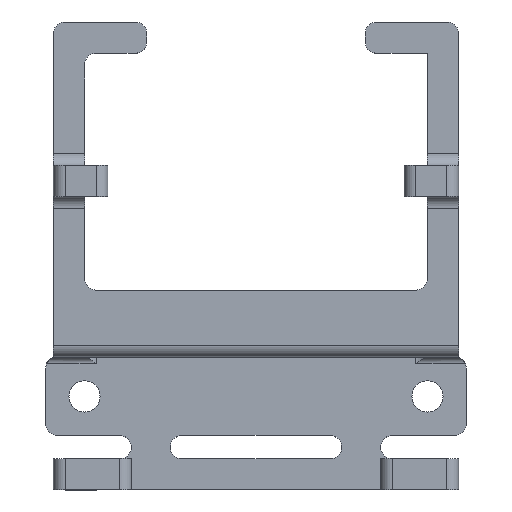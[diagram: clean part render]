
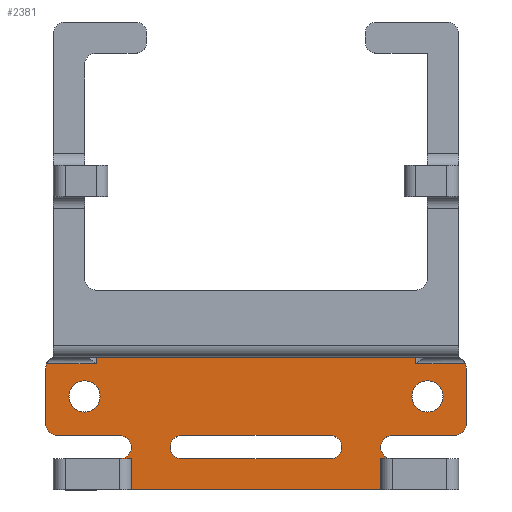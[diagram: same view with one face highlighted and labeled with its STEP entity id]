
A CAD part, top view. The second image highlights one B-rep face of the part: STEP entity #2381.
In plain terms, the highlighted planar face has unit normal (0, 0, 1).
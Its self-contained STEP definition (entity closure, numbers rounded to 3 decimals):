
#234=FACE_BOUND('',#429,.T.);
#235=FACE_BOUND('',#430,.T.);
#236=FACE_BOUND('',#431,.T.);
#254=PLANE('',#2544);
#315=FACE_OUTER_BOUND('',#428,.T.);
#428=EDGE_LOOP('',(#1725,#1726,#1727,#1728,#1729,#1730,#1731,#1732,#1733,
#1734,#1735,#1736,#1737,#1738,#1739,#1740,#1741,#1742,#1743,#1744,#1745,
#1746,#1747,#1748,#1749,#1750));
#429=EDGE_LOOP('',(#1751,#1752,#1753,#1754));
#430=EDGE_LOOP('',(#1755));
#431=EDGE_LOOP('',(#1756));
#543=LINE('',#3426,#764);
#557=LINE('',#3479,#778);
#577=LINE('',#3569,#798);
#578=LINE('',#3572,#799);
#579=LINE('',#3574,#800);
#580=LINE('',#3578,#801);
#581=LINE('',#3580,#802);
#582=LINE('',#3582,#803);
#583=LINE('',#3585,#804);
#584=LINE('',#3587,#805);
#585=LINE('',#3589,#806);
#586=LINE('',#3593,#807);
#587=LINE('',#3597,#808);
#588=LINE('',#3601,#809);
#589=LINE('',#3602,#810);
#590=LINE('',#3603,#811);
#591=LINE('',#3607,#812);
#592=LINE('',#3611,#813);
#593=LINE('',#3615,#814);
#594=LINE('',#3619,#815);
#764=VECTOR('',#2750,10.);
#778=VECTOR('',#2794,10.);
#798=VECTOR('',#2850,10.);
#799=VECTOR('',#2853,10.);
#800=VECTOR('',#2854,10.);
#801=VECTOR('',#2857,10.);
#802=VECTOR('',#2858,10.);
#803=VECTOR('',#2859,10.);
#804=VECTOR('',#2862,10.);
#805=VECTOR('',#2863,10.);
#806=VECTOR('',#2864,10.);
#807=VECTOR('',#2867,10.);
#808=VECTOR('',#2870,10.);
#809=VECTOR('',#2873,10.);
#810=VECTOR('',#2874,10.);
#811=VECTOR('',#2875,10.);
#812=VECTOR('',#2878,10.);
#813=VECTOR('',#2881,10.);
#814=VECTOR('',#2884,10.);
#815=VECTOR('',#2887,10.);
#1003=CIRCLE('',#2545,0.75);
#1004=CIRCLE('',#2546,0.75);
#1005=CIRCLE('',#2547,0.75);
#1006=CIRCLE('',#2548,0.75);
#1007=CIRCLE('',#2549,0.75);
#1008=CIRCLE('',#2550,0.75);
#1009=CIRCLE('',#2551,0.75);
#1010=CIRCLE('',#2552,0.75);
#1011=CIRCLE('',#2553,0.75);
#1012=CIRCLE('',#2554,0.75);
#1013=CIRCLE('',#2555,1.);
#1014=CIRCLE('',#2556,1.);
#1093=VERTEX_POINT('',#3423);
#1094=VERTEX_POINT('',#3425);
#1117=VERTEX_POINT('',#3476);
#1118=VERTEX_POINT('',#3478);
#1132=VERTEX_POINT('',#3510);
#1145=VERTEX_POINT('',#3542);
#1148=VERTEX_POINT('',#3558);
#1149=VERTEX_POINT('',#3571);
#1150=VERTEX_POINT('',#3573);
#1151=VERTEX_POINT('',#3575);
#1152=VERTEX_POINT('',#3577);
#1153=VERTEX_POINT('',#3579);
#1154=VERTEX_POINT('',#3581);
#1155=VERTEX_POINT('',#3583);
#1156=VERTEX_POINT('',#3586);
#1157=VERTEX_POINT('',#3588);
#1158=VERTEX_POINT('',#3590);
#1159=VERTEX_POINT('',#3592);
#1160=VERTEX_POINT('',#3594);
#1161=VERTEX_POINT('',#3596);
#1162=VERTEX_POINT('',#3598);
#1163=VERTEX_POINT('',#3600);
#1164=VERTEX_POINT('',#3604);
#1165=VERTEX_POINT('',#3606);
#1166=VERTEX_POINT('',#3608);
#1167=VERTEX_POINT('',#3610);
#1168=VERTEX_POINT('',#3613);
#1169=VERTEX_POINT('',#3614);
#1170=VERTEX_POINT('',#3616);
#1171=VERTEX_POINT('',#3618);
#1172=VERTEX_POINT('',#3621);
#1173=VERTEX_POINT('',#3623);
#1317=EDGE_CURVE('',#1094,#1093,#543,.T.);
#1343=EDGE_CURVE('',#1118,#1117,#557,.T.);
#1378=EDGE_CURVE('',#1148,#1145,#577,.T.);
#1379=EDGE_CURVE('',#1149,#1148,#578,.T.);
#1380=EDGE_CURVE('',#1149,#1150,#579,.T.);
#1381=EDGE_CURVE('',#1151,#1150,#1003,.T.);
#1382=EDGE_CURVE('',#1151,#1152,#580,.T.);
#1383=EDGE_CURVE('',#1152,#1153,#581,.T.);
#1384=EDGE_CURVE('',#1153,#1154,#582,.T.);
#1385=EDGE_CURVE('',#1155,#1154,#1004,.T.);
#1386=EDGE_CURVE('',#1155,#1132,#583,.T.);
#1387=EDGE_CURVE('',#1156,#1132,#584,.T.);
#1388=EDGE_CURVE('',#1157,#1156,#585,.T.);
#1389=EDGE_CURVE('',#1158,#1157,#1005,.T.);
#1390=EDGE_CURVE('',#1158,#1159,#586,.T.);
#1391=EDGE_CURVE('',#1160,#1159,#1006,.T.);
#1392=EDGE_CURVE('',#1160,#1161,#587,.T.);
#1393=EDGE_CURVE('',#1162,#1161,#1007,.T.);
#1394=EDGE_CURVE('',#1162,#1163,#588,.T.);
#1395=EDGE_CURVE('',#1118,#1163,#589,.T.);
#1396=EDGE_CURVE('',#1094,#1117,#590,.T.);
#1397=EDGE_CURVE('',#1164,#1093,#1008,.T.);
#1398=EDGE_CURVE('',#1164,#1165,#591,.T.);
#1399=EDGE_CURVE('',#1166,#1165,#1009,.T.);
#1400=EDGE_CURVE('',#1166,#1167,#592,.T.);
#1401=EDGE_CURVE('',#1145,#1167,#1010,.T.);
#1402=EDGE_CURVE('',#1168,#1169,#593,.T.);
#1403=EDGE_CURVE('',#1170,#1169,#1011,.T.);
#1404=EDGE_CURVE('',#1170,#1171,#594,.T.);
#1405=EDGE_CURVE('',#1168,#1171,#1012,.T.);
#1406=EDGE_CURVE('',#1172,#1172,#1013,.T.);
#1407=EDGE_CURVE('',#1173,#1173,#1014,.T.);
#1725=ORIENTED_EDGE('',*,*,#1378,.F.);
#1726=ORIENTED_EDGE('',*,*,#1379,.F.);
#1727=ORIENTED_EDGE('',*,*,#1380,.T.);
#1728=ORIENTED_EDGE('',*,*,#1381,.F.);
#1729=ORIENTED_EDGE('',*,*,#1382,.T.);
#1730=ORIENTED_EDGE('',*,*,#1383,.T.);
#1731=ORIENTED_EDGE('',*,*,#1384,.T.);
#1732=ORIENTED_EDGE('',*,*,#1385,.F.);
#1733=ORIENTED_EDGE('',*,*,#1386,.T.);
#1734=ORIENTED_EDGE('',*,*,#1387,.F.);
#1735=ORIENTED_EDGE('',*,*,#1388,.F.);
#1736=ORIENTED_EDGE('',*,*,#1389,.F.);
#1737=ORIENTED_EDGE('',*,*,#1390,.T.);
#1738=ORIENTED_EDGE('',*,*,#1391,.F.);
#1739=ORIENTED_EDGE('',*,*,#1392,.T.);
#1740=ORIENTED_EDGE('',*,*,#1393,.F.);
#1741=ORIENTED_EDGE('',*,*,#1394,.T.);
#1742=ORIENTED_EDGE('',*,*,#1395,.F.);
#1743=ORIENTED_EDGE('',*,*,#1343,.T.);
#1744=ORIENTED_EDGE('',*,*,#1396,.F.);
#1745=ORIENTED_EDGE('',*,*,#1317,.T.);
#1746=ORIENTED_EDGE('',*,*,#1397,.F.);
#1747=ORIENTED_EDGE('',*,*,#1398,.T.);
#1748=ORIENTED_EDGE('',*,*,#1399,.F.);
#1749=ORIENTED_EDGE('',*,*,#1400,.T.);
#1750=ORIENTED_EDGE('',*,*,#1401,.F.);
#1751=ORIENTED_EDGE('',*,*,#1402,.T.);
#1752=ORIENTED_EDGE('',*,*,#1403,.F.);
#1753=ORIENTED_EDGE('',*,*,#1404,.T.);
#1754=ORIENTED_EDGE('',*,*,#1405,.F.);
#1755=ORIENTED_EDGE('',*,*,#1406,.T.);
#1756=ORIENTED_EDGE('',*,*,#1407,.T.);
#2381=ADVANCED_FACE('',(#315,#234,#235,#236),#254,.T.);
#2544=AXIS2_PLACEMENT_3D('',#3570,#2851,#2852);
#2545=AXIS2_PLACEMENT_3D('',#3576,#2855,#2856);
#2546=AXIS2_PLACEMENT_3D('',#3584,#2860,#2861);
#2547=AXIS2_PLACEMENT_3D('',#3591,#2865,#2866);
#2548=AXIS2_PLACEMENT_3D('',#3595,#2868,#2869);
#2549=AXIS2_PLACEMENT_3D('',#3599,#2871,#2872);
#2550=AXIS2_PLACEMENT_3D('',#3605,#2876,#2877);
#2551=AXIS2_PLACEMENT_3D('',#3609,#2879,#2880);
#2552=AXIS2_PLACEMENT_3D('',#3612,#2882,#2883);
#2553=AXIS2_PLACEMENT_3D('',#3617,#2885,#2886);
#2554=AXIS2_PLACEMENT_3D('',#3620,#2888,#2889);
#2555=AXIS2_PLACEMENT_3D('',#3622,#2890,#2891);
#2556=AXIS2_PLACEMENT_3D('',#3624,#2892,#2893);
#2750=DIRECTION('',(-1.,0.,0.));
#2794=DIRECTION('',(1.,0.,0.));
#2850=DIRECTION('',(1.,0.,0.));
#2851=DIRECTION('center_axis',(0.,0.,1.));
#2852=DIRECTION('ref_axis',(1.,0.,0.));
#2853=DIRECTION('',(0.,-1.,0.));
#2854=DIRECTION('',(-1.,0.,0.));
#2855=DIRECTION('center_axis',(0.,0.,-1.));
#2856=DIRECTION('ref_axis',(-0.707,0.707,0.));
#2857=DIRECTION('',(0.,-1.,0.));
#2858=DIRECTION('',(-1.,0.,0.));
#2859=DIRECTION('',(0.,1.,0.));
#2860=DIRECTION('center_axis',(0.,0.,-1.));
#2861=DIRECTION('ref_axis',(0.707,0.707,0.));
#2862=DIRECTION('',(-1.,0.,0.));
#2863=DIRECTION('',(0.,1.,0.));
#2864=DIRECTION('',(1.,0.,0.));
#2865=DIRECTION('center_axis',(0.,0.,-1.));
#2866=DIRECTION('ref_axis',(-0.333,0.943,0.));
#2867=DIRECTION('',(0.,-1.,0.));
#2868=DIRECTION('center_axis',(0.,0.,-1.));
#2869=DIRECTION('ref_axis',(-0.707,-0.707,0.));
#2870=DIRECTION('',(1.,0.,0.));
#2871=DIRECTION('center_axis',(0.,0.,1.));
#2872=DIRECTION('ref_axis',(0.707,-0.707,0.));
#2873=DIRECTION('',(-1.,0.,0.));
#2874=DIRECTION('',(0.,1.,0.));
#2875=DIRECTION('',(0.,-1.,0.));
#2876=DIRECTION('center_axis',(0.,0.,1.));
#2877=DIRECTION('ref_axis',(-0.707,0.707,0.));
#2878=DIRECTION('',(1.,0.,0.));
#2879=DIRECTION('center_axis',(0.,0.,-1.));
#2880=DIRECTION('ref_axis',(0.707,-0.707,0.));
#2881=DIRECTION('',(0.,1.,0.));
#2882=DIRECTION('center_axis',(0.,0.,-1.));
#2883=DIRECTION('ref_axis',(0.333,0.943,0.));
#2884=DIRECTION('',(-1.,0.,0.));
#2885=DIRECTION('center_axis',(0.,0.,1.));
#2886=DIRECTION('ref_axis',(-0.707,0.707,0.));
#2887=DIRECTION('',(1.,0.,0.));
#2888=DIRECTION('center_axis',(0.,0.,1.));
#2889=DIRECTION('ref_axis',(0.707,-0.707,0.));
#2890=DIRECTION('center_axis',(0.,0.,-1.));
#2891=DIRECTION('ref_axis',(1.,0.,0.));
#2892=DIRECTION('center_axis',(0.,0.,-1.));
#2893=DIRECTION('ref_axis',(1.,0.,0.));
#3423=CARTESIAN_POINT('',(8.75,-4.,0.));
#3425=CARTESIAN_POINT('',(10.25,-4.,0.));
#3426=CARTESIAN_POINT('',(13.,-4.,0.));
#3476=CARTESIAN_POINT('',(10.25,-6.,0.));
#3478=CARTESIAN_POINT('',(-10.25,-6.,0.));
#3479=CARTESIAN_POINT('',(-13.,-6.,0.));
#3510=CARTESIAN_POINT('',(-10.25,6.5,0.));
#3542=CARTESIAN_POINT('',(13.434,2.1,0.));
#3558=CARTESIAN_POINT('',(10.25,2.1,0.));
#3569=CARTESIAN_POINT('',(-6.5,2.1,0.));
#3570=CARTESIAN_POINT('Origin',(0.,0.,0.));
#3571=CARTESIAN_POINT('',(10.25,6.5,0.));
#3572=CARTESIAN_POINT('',(10.25,3.25,0.));
#3573=CARTESIAN_POINT('',(8.75,6.5,0.));
#3574=CARTESIAN_POINT('',(13.,6.5,0.));
#3575=CARTESIAN_POINT('',(8.,5.75,0.));
#3576=CARTESIAN_POINT('Origin',(8.75,5.75,0.));
#3577=CARTESIAN_POINT('',(8.,2.5,0.));
#3578=CARTESIAN_POINT('',(8.,6.5,0.));
#3579=CARTESIAN_POINT('',(-8.,2.5,0.));
#3580=CARTESIAN_POINT('',(13.5,2.5,0.));
#3581=CARTESIAN_POINT('',(-8.,5.75,0.));
#3582=CARTESIAN_POINT('',(-8.,2.5,0.));
#3583=CARTESIAN_POINT('',(-8.75,6.5,0.));
#3584=CARTESIAN_POINT('Origin',(-8.75,5.75,0.));
#3585=CARTESIAN_POINT('',(-8.,6.5,0.));
#3586=CARTESIAN_POINT('',(-10.25,2.1,0.));
#3587=CARTESIAN_POINT('',(-10.25,1.25,0.));
#3588=CARTESIAN_POINT('',(-13.434,2.1,0.));
#3589=CARTESIAN_POINT('',(-6.5,2.1,0.));
#3590=CARTESIAN_POINT('',(-13.5,1.793,0.));
#3591=CARTESIAN_POINT('Origin',(-12.75,1.793,0.));
#3592=CARTESIAN_POINT('',(-13.5,-1.75,0.));
#3593=CARTESIAN_POINT('',(-13.5,2.5,0.));
#3594=CARTESIAN_POINT('',(-12.75,-2.5,0.));
#3595=CARTESIAN_POINT('Origin',(-12.75,-1.75,0.));
#3596=CARTESIAN_POINT('',(-8.75,-2.5,0.));
#3597=CARTESIAN_POINT('',(-13.5,-2.5,0.));
#3598=CARTESIAN_POINT('',(-8.75,-4.,0.));
#3599=CARTESIAN_POINT('Origin',(-8.75,-3.25,0.));
#3600=CARTESIAN_POINT('',(-10.25,-4.,0.));
#3601=CARTESIAN_POINT('',(13.,-4.,0.));
#3602=CARTESIAN_POINT('',(-10.25,-3.,0.));
#3603=CARTESIAN_POINT('',(10.25,-2.,0.));
#3604=CARTESIAN_POINT('',(8.75,-2.5,0.));
#3605=CARTESIAN_POINT('Origin',(8.75,-3.25,0.));
#3606=CARTESIAN_POINT('',(12.75,-2.5,0.));
#3607=CARTESIAN_POINT('',(-13.5,-2.5,0.));
#3608=CARTESIAN_POINT('',(13.5,-1.75,0.));
#3609=CARTESIAN_POINT('Origin',(12.75,-1.75,0.));
#3610=CARTESIAN_POINT('',(13.5,1.793,0.));
#3611=CARTESIAN_POINT('',(13.5,-2.5,0.));
#3612=CARTESIAN_POINT('Origin',(12.75,1.793,0.));
#3613=CARTESIAN_POINT('',(4.75,-4.,0.));
#3614=CARTESIAN_POINT('',(-4.75,-4.,0.));
#3615=CARTESIAN_POINT('',(13.,-4.,0.));
#3616=CARTESIAN_POINT('',(-4.75,-2.5,0.));
#3617=CARTESIAN_POINT('Origin',(-4.75,-3.25,0.));
#3618=CARTESIAN_POINT('',(4.75,-2.5,0.));
#3619=CARTESIAN_POINT('',(-13.5,-2.5,0.));
#3620=CARTESIAN_POINT('Origin',(4.75,-3.25,0.));
#3621=CARTESIAN_POINT('',(-12.,0.,0.));
#3622=CARTESIAN_POINT('Origin',(-11.,0.,0.));
#3623=CARTESIAN_POINT('',(10.,0.,0.));
#3624=CARTESIAN_POINT('Origin',(11.,0.,0.));
